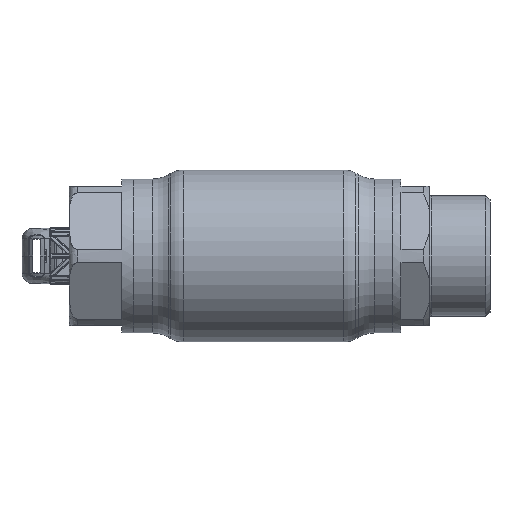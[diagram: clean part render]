
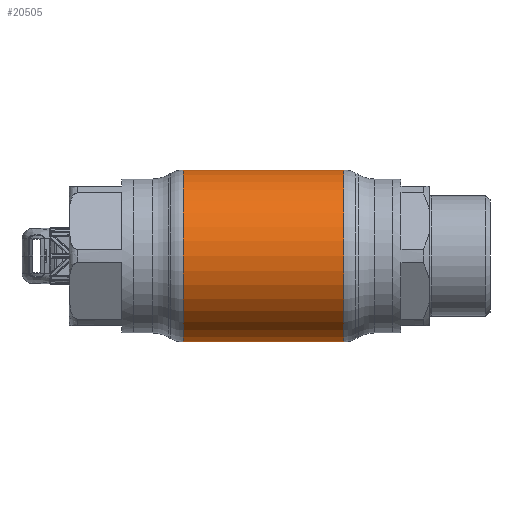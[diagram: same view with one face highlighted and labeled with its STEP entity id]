
A CAD part, front view. The second image highlights one B-rep face of the part: STEP entity #20505.
In plain terms, the highlighted cylindrical face has radius 42.5 mm (diameter 85 mm), a partial arc.
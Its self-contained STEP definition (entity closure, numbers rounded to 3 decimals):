
#343 = AXIS2_PLACEMENT_3D ( 'NONE', #24553, #14671, #48708 ) ;
#396 = CARTESIAN_POINT ( 'NONE',  ( -62.69, 0., -42.5 ) ) ;
#2140 = LINE ( 'NONE', #53378, #52001 ) ;
#2297 = CARTESIAN_POINT ( 'NONE',  ( 39.749, 0., -42.5 ) ) ;
#2585 = AXIS2_PLACEMENT_3D ( 'NONE', #41992, #57999, #19300 ) ;
#3931 = CARTESIAN_POINT ( 'NONE',  ( 39.749, 0., 42.5 ) ) ;
#8777 = CARTESIAN_POINT ( 'NONE',  ( -39.749, 0., 42.5 ) ) ;
#8914 = EDGE_CURVE ( 'NONE', #14404, #29945, #9289, .T. ) ;
#9029 = DIRECTION ( 'NONE',  ( -1., 0., 0. ) ) ;
#9112 = CIRCLE ( 'NONE', #56901, 42.5 ) ;
#9289 = CIRCLE ( 'NONE', #343, 42.5 ) ;
#14330 = ORIENTED_EDGE ( 'NONE', *, *, #20662, .F. ) ;
#14404 = VERTEX_POINT ( 'NONE', #20682 ) ;
#14671 = DIRECTION ( 'NONE',  ( -1., 0., 0. ) ) ;
#17645 = EDGE_CURVE ( 'NONE', #30871, #29945, #2140, .T. ) ;
#19300 = DIRECTION ( 'NONE',  ( 0., 0., 1. ) ) ;
#19461 = ORIENTED_EDGE ( 'NONE', *, *, #37015, .T. ) ;
#20505 = ADVANCED_FACE ( 'NONE', ( #30175 ), #31710, .T. ) ;
#20662 = EDGE_CURVE ( 'NONE', #52310, #14404, #59982, .T. ) ;
#20682 = CARTESIAN_POINT ( 'NONE',  ( -39.749, 0., -42.5 ) ) ;
#24553 = CARTESIAN_POINT ( 'NONE',  ( -39.749, 0., 0. ) ) ;
#25154 = EDGE_LOOP ( 'NONE', ( #14330, #19461, #55251, #41917 ) ) ;
#29001 = DIRECTION ( 'NONE',  ( -1., 0., 0. ) ) ;
#29642 = DIRECTION ( 'NONE',  ( 0., 0., 1. ) ) ;
#29945 = VERTEX_POINT ( 'NONE', #8777 ) ;
#30175 = FACE_OUTER_BOUND ( 'NONE', #25154, .T. ) ;
#30871 = VERTEX_POINT ( 'NONE', #3931 ) ;
#31710 = CYLINDRICAL_SURFACE ( 'NONE', #2585, 42.5 ) ;
#37015 = EDGE_CURVE ( 'NONE', #52310, #30871, #9112, .T. ) ;
#41917 = ORIENTED_EDGE ( 'NONE', *, *, #8914, .F. ) ;
#41992 = CARTESIAN_POINT ( 'NONE',  ( -62.69, 0., 0. ) ) ;
#44101 = DIRECTION ( 'NONE',  ( -1., 0., 0. ) ) ;
#48450 = CARTESIAN_POINT ( 'NONE',  ( 39.749, 0., 0. ) ) ;
#48708 = DIRECTION ( 'NONE',  ( 0., 0., 1. ) ) ;
#52001 = VECTOR ( 'NONE', #9029, 1000. ) ;
#52310 = VERTEX_POINT ( 'NONE', #2297 ) ;
#53378 = CARTESIAN_POINT ( 'NONE',  ( -62.69, 0., 42.5 ) ) ;
#55251 = ORIENTED_EDGE ( 'NONE', *, *, #17645, .T. ) ;
#55353 = VECTOR ( 'NONE', #44101, 1000. ) ;
#56901 = AXIS2_PLACEMENT_3D ( 'NONE', #48450, #29001, #29642 ) ;
#57999 = DIRECTION ( 'NONE',  ( -1., 0., 0. ) ) ;
#59982 = LINE ( 'NONE', #396, #55353 ) ;
